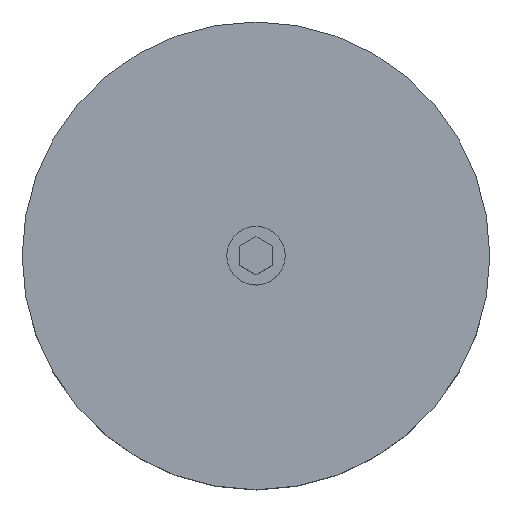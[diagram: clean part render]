
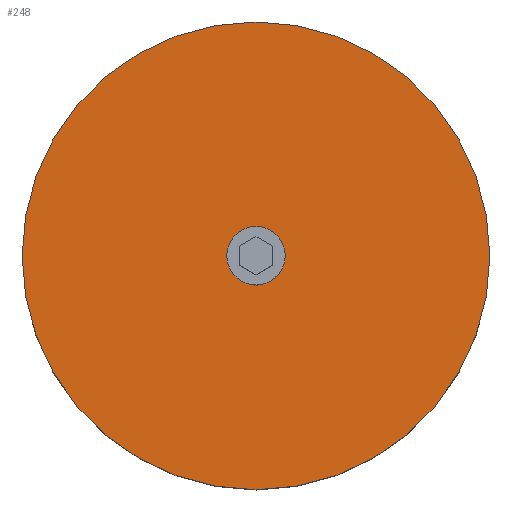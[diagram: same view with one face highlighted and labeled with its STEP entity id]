
A CAD part, top view. The second image highlights one B-rep face of the part: STEP entity #248.
In plain terms, the highlighted planar face has unit normal (0, 0, 1).
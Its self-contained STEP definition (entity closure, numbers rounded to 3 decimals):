
#18=FACE_BOUND('',#66,.T.);
#20=CIRCLE('',#272,1.5);
#26=CIRCLE('',#285,12.);
#46=FACE_OUTER_BOUND('',#65,.T.);
#65=EDGE_LOOP('',(#219));
#66=EDGE_LOOP('',(#220));
#124=VERTEX_POINT('',#400);
#130=VERTEX_POINT('',#422);
#151=EDGE_CURVE('',#124,#124,#20,.T.);
#159=EDGE_CURVE('',#130,#130,#26,.T.);
#219=ORIENTED_EDGE('',*,*,#159,.T.);
#220=ORIENTED_EDGE('',*,*,#151,.T.);
#232=PLANE('',#286);
#248=ADVANCED_FACE('',(#46,#18),#232,.T.);
#272=AXIS2_PLACEMENT_3D('',#402,#326,#327);
#285=AXIS2_PLACEMENT_3D('',#423,#354,#355);
#286=AXIS2_PLACEMENT_3D('',#425,#357,#358);
#326=DIRECTION('center_axis',(0.,0.,
-1.));
#327=DIRECTION('ref_axis',(-0.866,-0.5,0.));
#354=DIRECTION('center_axis',(0.,0.,
1.));
#355=DIRECTION('ref_axis',(0.866,0.5,0.));
#357=DIRECTION('center_axis',(0.,0.,
1.));
#358=DIRECTION('ref_axis',(0.866,0.5,0.));
#400=CARTESIAN_POINT('',(1.299,0.75,0.975));
#402=CARTESIAN_POINT('Origin',(0.,0.,
0.975));
#422=CARTESIAN_POINT('',(-10.392,-6.,0.975));
#423=CARTESIAN_POINT('Origin',(0.,0.,
0.975));
#425=CARTESIAN_POINT('Origin',(0.,0.,
0.975));
